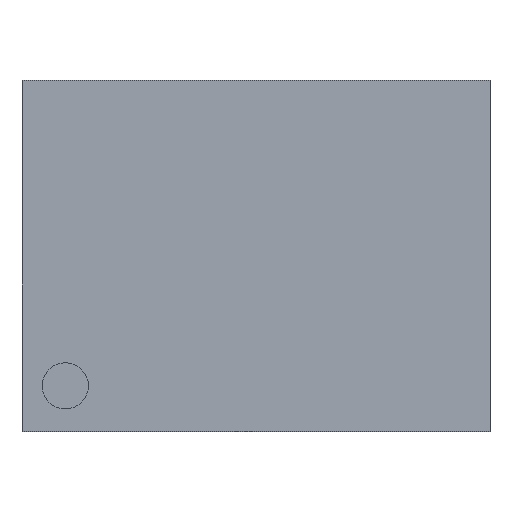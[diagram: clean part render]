
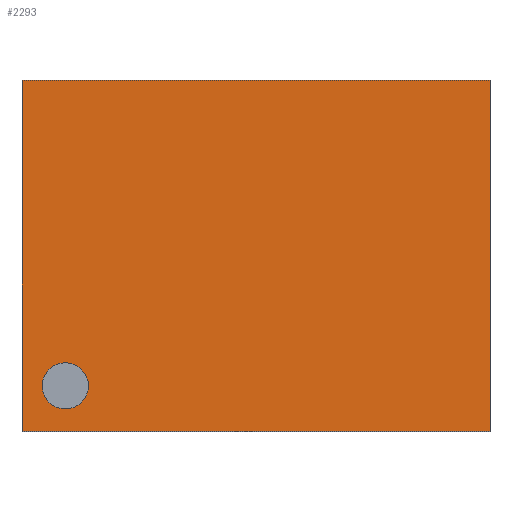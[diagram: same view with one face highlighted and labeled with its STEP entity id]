
A CAD part, top view. The second image highlights one B-rep face of the part: STEP entity #2293.
In plain terms, the highlighted planar face has unit normal (0, 0, 1).
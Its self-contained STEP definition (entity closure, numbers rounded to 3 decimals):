
#2120 = VERTEX_POINT('',#2121);
#2121 = CARTESIAN_POINT('',(-0.716,-0.555,0.4));
#2139 = VERTEX_POINT('',#2140);
#2140 = CARTESIAN_POINT('',(-0.914,-0.555,0.4));
#2146 = EDGE_CURVE('',#2120,#2139,#2147,.T.);
#2147 = CIRCLE('',#2148,0.099);
#2148 = AXIS2_PLACEMENT_3D('',#2149,#2150,#2151);
#2149 = CARTESIAN_POINT('',(-0.815,-0.555,0.4));
#2150 = DIRECTION('',(-0.,0.,1.));
#2151 = DIRECTION('',(1.,0.,0.));
#2203 = VERTEX_POINT('',#2204);
#2204 = CARTESIAN_POINT('',(-1.,-0.75,0.4));
#2210 = EDGE_CURVE('',#2203,#2211,#2213,.T.);
#2211 = VERTEX_POINT('',#2212);
#2212 = CARTESIAN_POINT('',(-1.,0.75,0.4));
#2213 = LINE('',#2214,#2215);
#2214 = CARTESIAN_POINT('',(-1.,0.,0.4));
#2215 = VECTOR('',#2216,1.);
#2216 = DIRECTION('',(0.,1.,0.));
#2234 = VERTEX_POINT('',#2235);
#2235 = CARTESIAN_POINT('',(1.,-0.75,0.4));
#2241 = EDGE_CURVE('',#2234,#2203,#2242,.T.);
#2242 = LINE('',#2243,#2244);
#2243 = CARTESIAN_POINT('',(1.,-0.75,0.4));
#2244 = VECTOR('',#2245,1.);
#2245 = DIRECTION('',(-1.,0.,-0.));
#2258 = VERTEX_POINT('',#2259);
#2259 = CARTESIAN_POINT('',(1.,0.75,0.4));
#2265 = EDGE_CURVE('',#2258,#2234,#2266,.T.);
#2266 = LINE('',#2267,#2268);
#2267 = CARTESIAN_POINT('',(1.,0.75,0.4));
#2268 = VECTOR('',#2269,1.);
#2269 = DIRECTION('',(0.,-1.,0.));
#2282 = EDGE_CURVE('',#2211,#2258,#2283,.T.);
#2283 = LINE('',#2284,#2285);
#2284 = CARTESIAN_POINT('',(-1.,0.75,0.4));
#2285 = VECTOR('',#2286,1.);
#2286 = DIRECTION('',(1.,0.,0.));
#2293 = ADVANCED_FACE('',(#2294,#2304),#2310,.F.);
#2294 = FACE_BOUND('',#2295,.T.);
#2295 = EDGE_LOOP('',(#2296,#2297));
#2296 = ORIENTED_EDGE('',*,*,#2146,.F.);
#2297 = ORIENTED_EDGE('',*,*,#2298,.F.);
#2298 = EDGE_CURVE('',#2139,#2120,#2299,.T.);
#2299 = CIRCLE('',#2300,0.099);
#2300 = AXIS2_PLACEMENT_3D('',#2301,#2302,#2303);
#2301 = CARTESIAN_POINT('',(-0.815,-0.555,0.4));
#2302 = DIRECTION('',(-0.,0.,1.));
#2303 = DIRECTION('',(1.,0.,0.));
#2304 = FACE_BOUND('',#2305,.T.);
#2305 = EDGE_LOOP('',(#2306,#2307,#2308,#2309));
#2306 = ORIENTED_EDGE('',*,*,#2282,.F.);
#2307 = ORIENTED_EDGE('',*,*,#2210,.F.);
#2308 = ORIENTED_EDGE('',*,*,#2241,.F.);
#2309 = ORIENTED_EDGE('',*,*,#2265,.F.);
#2310 = PLANE('',#2311);
#2311 = AXIS2_PLACEMENT_3D('',#2312,#2313,#2314);
#2312 = CARTESIAN_POINT('',(0.,0.,0.4));
#2313 = DIRECTION('',(0.,0.,-1.));
#2314 = DIRECTION('',(1.,0.,0.));
